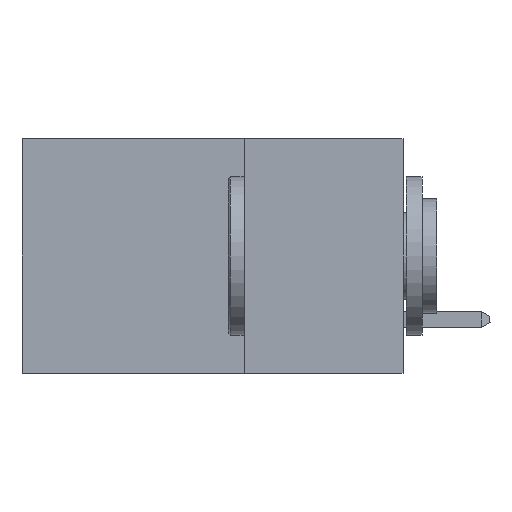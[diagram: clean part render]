
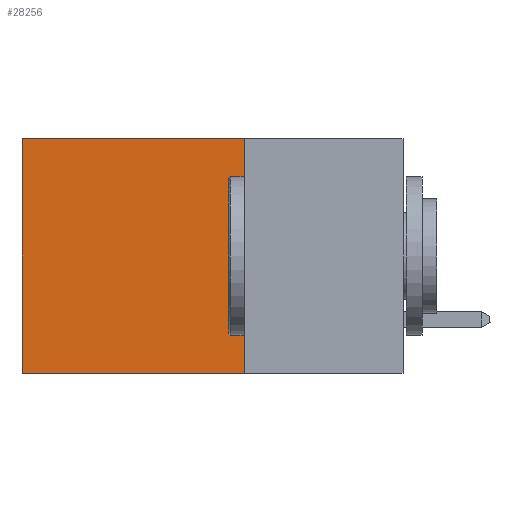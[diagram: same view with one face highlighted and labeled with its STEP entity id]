
A CAD part, left-side view. The second image highlights one B-rep face of the part: STEP entity #28256.
In plain terms, the highlighted planar face has unit normal (-1, 0, 0).
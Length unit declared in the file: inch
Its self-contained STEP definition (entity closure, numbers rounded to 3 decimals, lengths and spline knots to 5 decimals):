
#1949 = VERTEX_POINT ( 'NONE', #47750 ) ;
#3713 = DIRECTION ( 'NONE',  ( 0., 1., 0. ) ) ;
#3962 = VECTOR ( 'NONE', #3713, 39.37008 ) ;
#4598 = DIRECTION ( 'NONE',  ( 1., 0., 0. ) ) ;
#4818 = CARTESIAN_POINT ( 'NONE',  ( 0.2875, 0.6, 0. ) ) ;
#6972 = EDGE_CURVE ( 'NONE', #20229, #1949, #37857, .T. ) ;
#7127 = CARTESIAN_POINT ( 'NONE',  ( 0.2875, 0.25, -0.37 ) ) ;
#8341 = FACE_OUTER_BOUND ( 'NONE', #9986, .T. ) ;
#9986 = EDGE_LOOP ( 'NONE', ( #41911, #39526, #31669, #19875 ) ) ;
#10291 = CARTESIAN_POINT ( 'NONE',  ( 0.2875, 0.25, 0. ) ) ;
#10607 = CARTESIAN_POINT ( 'NONE',  ( 0.2875, 0.6, -0.37 ) ) ;
#13191 = VERTEX_POINT ( 'NONE', #7127 ) ;
#13602 = DIRECTION ( 'NONE',  ( 0., 1., 0. ) ) ;
#17117 = VECTOR ( 'NONE', #21898, 39.37008 ) ;
#17303 = CARTESIAN_POINT ( 'NONE',  ( 0.2875, 0.25, 0. ) ) ;
#17486 = VECTOR ( 'NONE', #13602, 39.37008 ) ;
#18966 = LINE ( 'NONE', #4818, #48179 ) ;
#19875 = ORIENTED_EDGE ( 'NONE', *, *, #6972, .T. ) ;
#20229 = VERTEX_POINT ( 'NONE', #29595 ) ;
#21898 = DIRECTION ( 'NONE',  ( 0., 0., -1. ) ) ;
#25412 = VERTEX_POINT ( 'NONE', #10607 ) ;
#25657 = LINE ( 'NONE', #41961, #3962 ) ;
#27332 = LINE ( 'NONE', #10291, #17117 ) ;
#27637 = PLANE ( 'NONE',  #34470 ) ;
#28256 = ADVANCED_FACE ( 'NONE', ( #8341 ), #27637, .F. ) ;
#29595 = CARTESIAN_POINT ( 'NONE',  ( 0.2875, 0.25, 0. ) ) ;
#31031 = EDGE_CURVE ( 'NONE', #20229, #13191, #27332, .T. ) ;
#31490 = DIRECTION ( 'NONE',  ( 0., 0., -1. ) ) ;
#31669 = ORIENTED_EDGE ( 'NONE', *, *, #31031, .F. ) ;
#34470 = AXIS2_PLACEMENT_3D ( 'NONE', #46597, #4598, #31490 ) ;
#36363 = EDGE_CURVE ( 'NONE', #13191, #25412, #25657, .T. ) ;
#37766 = EDGE_CURVE ( 'NONE', #1949, #25412, #18966, .T. ) ;
#37857 = LINE ( 'NONE', #17303, #17486 ) ;
#39368 = DIRECTION ( 'NONE',  ( 0., 0., -1. ) ) ;
#39526 = ORIENTED_EDGE ( 'NONE', *, *, #36363, .F. ) ;
#41911 = ORIENTED_EDGE ( 'NONE', *, *, #37766, .T. ) ;
#41961 = CARTESIAN_POINT ( 'NONE',  ( 0.2875, 0.25, -0.37 ) ) ;
#46597 = CARTESIAN_POINT ( 'NONE',  ( 0.2875, 0.25, 0. ) ) ;
#47750 = CARTESIAN_POINT ( 'NONE',  ( 0.2875, 0.6, 0. ) ) ;
#48179 = VECTOR ( 'NONE', #39368, 39.37008 ) ;
